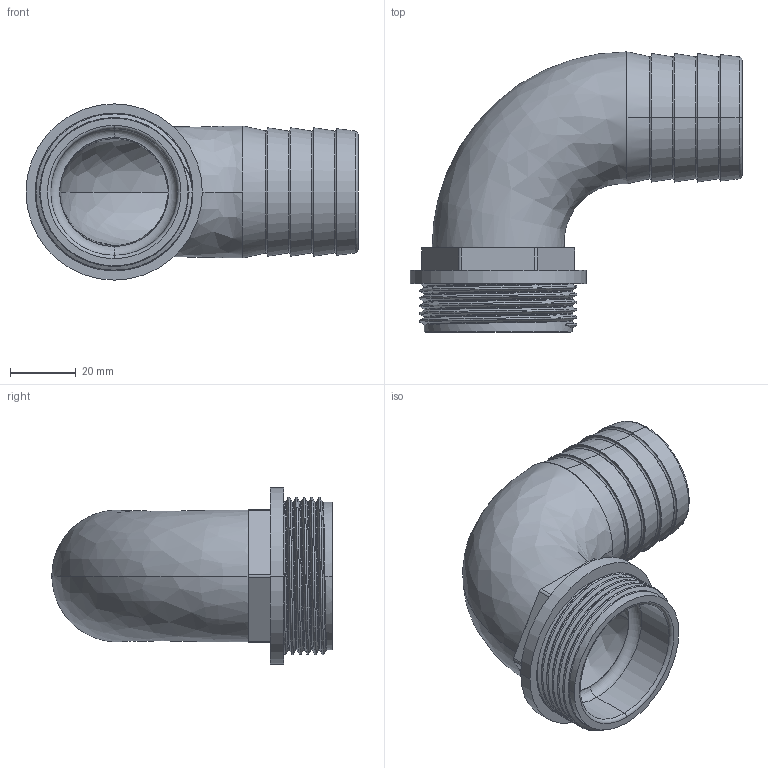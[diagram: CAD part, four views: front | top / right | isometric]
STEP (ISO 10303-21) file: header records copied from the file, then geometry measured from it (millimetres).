
FILE_DESCRIPTION (( 'STEP AP214' ), '1' );
FILE_NAME ('00131_1138.STEP', '2022-09-02T15:17:08', ( 'user' ), ( 'Hewlett-Packard Company' ), 'SwSTEP 2.0', 'SolidWorks 2011', '' );
FILE_SCHEMA (( 'AUTOMOTIVE_DESIGN' ));
Length unit declared in the file: millimetre
Products named in the file (1): 00131_1138
Bounding box: 100.75 x 85 x 53.5 mm (x, y, z)
Volume: 49907.2 mm3; surface area: 32662 mm2
Topology: 1 solids, 1 shells, 89 faces, 206 edges, 126 vertices
Faces by surface type: torus 25, cylinder 22, plane 21, cone 12, bspline 9
Entity records: 7304 total; most frequent: CARTESIAN_POINT 5320, DIRECTION 418, ORIENTED_EDGE 412, EDGE_CURVE 206, AXIS2_PLACEMENT_3D 183, VERTEX_POINT 126, CIRCLE 102, EDGE_LOOP 98
